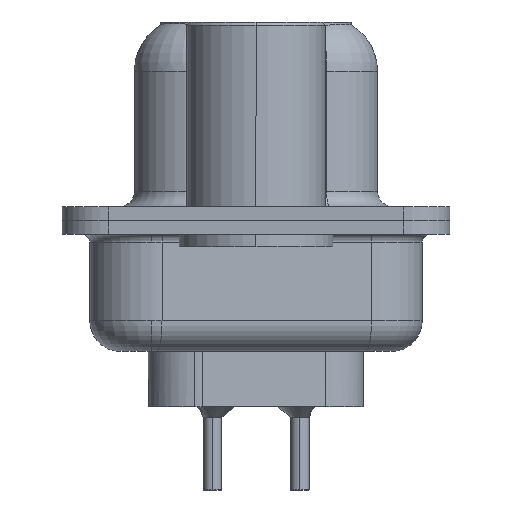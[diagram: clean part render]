
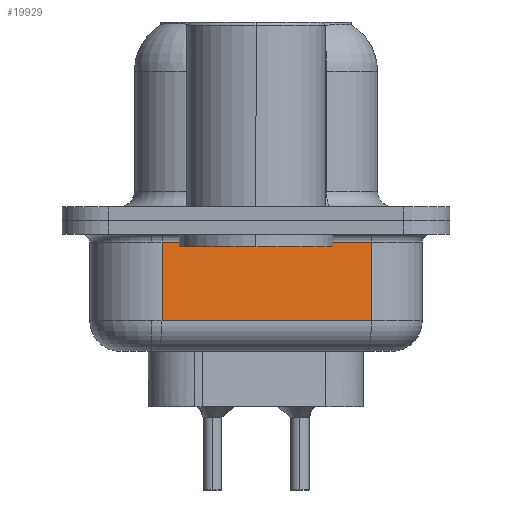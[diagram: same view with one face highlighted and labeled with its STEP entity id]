
A CAD part, left-side view. The second image highlights one B-rep face of the part: STEP entity #19929.
In plain terms, the highlighted planar face has unit normal (-0.985, -0.174, 0).
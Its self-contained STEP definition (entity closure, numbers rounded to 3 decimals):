
#732 = VECTOR ( 'NONE', #12514, 1000. ) ;
#1171 = PLANE ( 'NONE',  #20012 ) ;
#1676 = ORIENTED_EDGE ( 'NONE', *, *, #18631, .T. ) ;
#2657 = VERTEX_POINT ( 'NONE', #21392 ) ;
#2870 = LINE ( 'NONE', #11156, #15120 ) ;
#3059 = VECTOR ( 'NONE', #19819, 1000. ) ;
#3438 = EDGE_CURVE ( 'NONE', #2657, #15245, #2870, .T. ) ;
#3555 = ORIENTED_EDGE ( 'NONE', *, *, #7290, .T. ) ;
#3647 = ORIENTED_EDGE ( 'NONE', *, *, #3438, .F. ) ;
#4142 = LINE ( 'NONE', #11186, #3059 ) ;
#4358 = EDGE_CURVE ( 'NONE', #2657, #15870, #6959, .T. ) ;
#4697 = DIRECTION ( 'NONE',  ( -0.174, 0.985, 0. ) ) ;
#4860 = LINE ( 'NONE', #10624, #732 ) ;
#6958 = DIRECTION ( 'NONE',  ( 0., 0., 1. ) ) ;
#6959 = LINE ( 'NONE', #21999, #20276 ) ;
#7073 = ORIENTED_EDGE ( 'NONE', *, *, #4358, .T. ) ;
#7290 = EDGE_CURVE ( 'NONE', #20671, #15245, #4860, .T. ) ;
#9909 = CARTESIAN_POINT ( 'NONE',  ( 2.875, 3.053, -4.25 ) ) ;
#10624 = CARTESIAN_POINT ( 'NONE',  ( 2.875, 3.053, -0.7 ) ) ;
#11156 = CARTESIAN_POINT ( 'NONE',  ( 2.875, 3.053, -4.25 ) ) ;
#11186 = CARTESIAN_POINT ( 'NONE',  ( 4.074, -3.747, -4.25 ) ) ;
#12514 = DIRECTION ( 'NONE',  ( -0.174, 0.985, 0. ) ) ;
#13505 = EDGE_LOOP ( 'NONE', ( #3647, #7073, #1676, #3555 ) ) ;
#13869 = CARTESIAN_POINT ( 'NONE',  ( 4.074, -3.747, -3.25 ) ) ;
#15120 = VECTOR ( 'NONE', #6958, 1000. ) ;
#15128 = DIRECTION ( 'NONE',  ( 0.985, 0.174, 0. ) ) ;
#15245 = VERTEX_POINT ( 'NONE', #16738 ) ;
#15870 = VERTEX_POINT ( 'NONE', #13869 ) ;
#16738 = CARTESIAN_POINT ( 'NONE',  ( 2.875, 3.053, -0.7 ) ) ;
#18631 = EDGE_CURVE ( 'NONE', #15870, #20671, #4142, .T. ) ;
#19477 = CARTESIAN_POINT ( 'NONE',  ( 4.074, -3.747, -0.7 ) ) ;
#19819 = DIRECTION ( 'NONE',  ( 0., 0., 1. ) ) ;
#19929 = ADVANCED_FACE ( 'NONE', ( #20932 ), #1171, .F. ) ;
#20012 = AXIS2_PLACEMENT_3D ( 'NONE', #9909, #15128, #4697 ) ;
#20276 = VECTOR ( 'NONE', #22375, 1000. ) ;
#20671 = VERTEX_POINT ( 'NONE', #19477 ) ;
#20932 = FACE_OUTER_BOUND ( 'NONE', #13505, .T. ) ;
#21392 = CARTESIAN_POINT ( 'NONE',  ( 2.875, 3.053, -3.25 ) ) ;
#21999 = CARTESIAN_POINT ( 'NONE',  ( 2.875, 3.053, -3.25 ) ) ;
#22375 = DIRECTION ( 'NONE',  ( 0.174, -0.985, 0. ) ) ;
